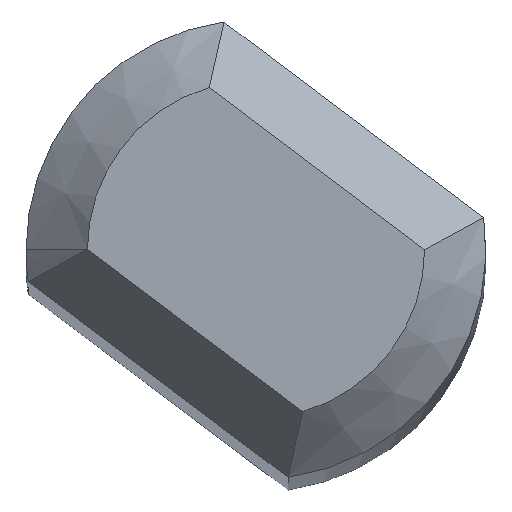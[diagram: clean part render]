
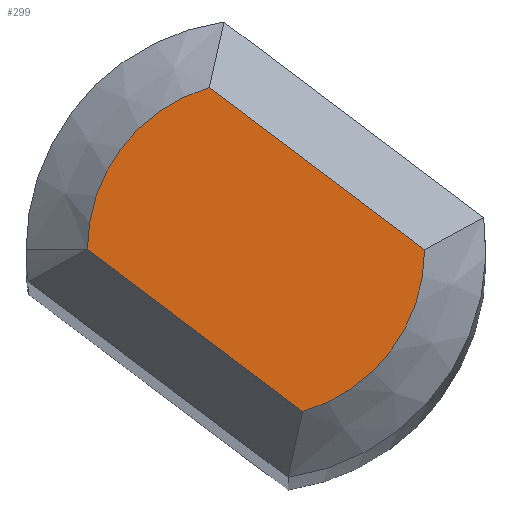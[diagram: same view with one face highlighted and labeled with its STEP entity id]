
A CAD part, top view. The second image highlights one B-rep face of the part: STEP entity #299.
In plain terms, the highlighted planar face has unit normal (0, 0, 1).
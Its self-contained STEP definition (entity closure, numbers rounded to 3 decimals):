
#3 = DIRECTION ( 'NONE',  ( 1., 0., 0. ) ) ;
#19 = VERTEX_POINT ( 'NONE', #108 ) ;
#21 = DIRECTION ( 'NONE',  ( 0., 0., 1. ) ) ;
#25 = EDGE_LOOP ( 'NONE', ( #148, #335, #408, #258 ) ) ;
#47 = FACE_OUTER_BOUND ( 'NONE', #25, .T. ) ;
#48 = LINE ( 'NONE', #141, #475 ) ;
#49 = DIRECTION ( 'NONE',  ( 0., 0., 1. ) ) ;
#58 = CARTESIAN_POINT ( 'NONE',  ( 0., 0., 120. ) ) ;
#69 = VECTOR ( 'NONE', #363, 1000. ) ;
#85 = CARTESIAN_POINT ( 'NONE',  ( -19.894, 3.06, 120. ) ) ;
#94 = DIRECTION ( 'NONE',  ( 1., 0., 0. ) ) ;
#103 = AXIS2_PLACEMENT_3D ( 'NONE', #85, #356, #3 ) ;
#108 = CARTESIAN_POINT ( 'NONE',  ( -17.144, 3.057, 120. ) ) ;
#119 = LINE ( 'NONE', #385, #69 ) ;
#127 = CARTESIAN_POINT ( 'NONE',  ( -22.644, 3.064, 120. ) ) ;
#129 = VERTEX_POINT ( 'NONE', #358 ) ;
#141 = CARTESIAN_POINT ( 'NONE',  ( -4.736, -6.288, 120. ) ) ;
#148 = ORIENTED_EDGE ( 'NONE', *, *, #253, .T. ) ;
#193 = CIRCLE ( 'NONE', #332, 2.75 ) ;
#196 = VERTEX_POINT ( 'NONE', #388 ) ;
#203 = AXIS2_PLACEMENT_3D ( 'NONE', #58, #21, #94 ) ;
#253 = EDGE_CURVE ( 'NONE', #448, #129, #119, .T. ) ;
#258 = ORIENTED_EDGE ( 'NONE', *, *, #432, .T. ) ;
#265 = DIRECTION ( 'NONE',  ( -0.799, 0.602, 0. ) ) ;
#284 = CARTESIAN_POINT ( 'NONE',  ( -19.894, 3.06, 120. ) ) ;
#299 = ADVANCED_FACE ( 'NONE', ( #47 ), #414, .T. ) ;
#310 = EDGE_CURVE ( 'NONE', #19, #196, #48, .T. ) ;
#332 = AXIS2_PLACEMENT_3D ( 'NONE', #284, #49, #495 ) ;
#335 = ORIENTED_EDGE ( 'NONE', *, *, #483, .T. ) ;
#356 = DIRECTION ( 'NONE',  ( 0., 0., 1. ) ) ;
#358 = CARTESIAN_POINT ( 'NONE',  ( -19.131, 0.418, 120. ) ) ;
#363 = DIRECTION ( 'NONE',  ( 0.799, -0.602, 0. ) ) ;
#385 = CARTESIAN_POINT ( 'NONE',  ( -6.724, -8.927, 120. ) ) ;
#388 = CARTESIAN_POINT ( 'NONE',  ( -20.657, 5.703, 120. ) ) ;
#408 = ORIENTED_EDGE ( 'NONE', *, *, #310, .T. ) ;
#409 = CIRCLE ( 'NONE', #103, 2.75 ) ;
#414 = PLANE ( 'NONE',  #203 ) ;
#432 = EDGE_CURVE ( 'NONE', #196, #448, #409, .T. ) ;
#448 = VERTEX_POINT ( 'NONE', #127 ) ;
#475 = VECTOR ( 'NONE', #265, 1000. ) ;
#483 = EDGE_CURVE ( 'NONE', #129, #19, #193, .T. ) ;
#495 = DIRECTION ( 'NONE',  ( 1., 0., 0. ) ) ;
